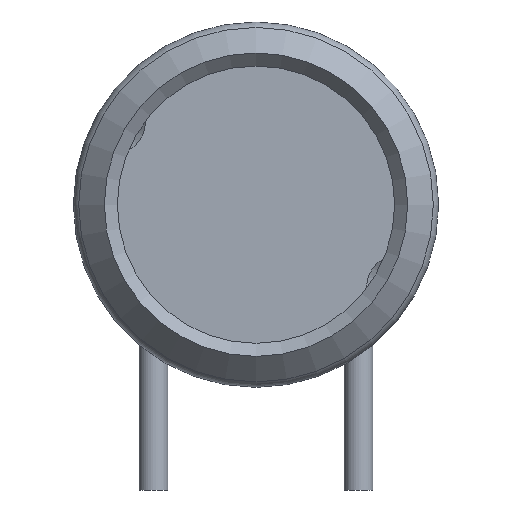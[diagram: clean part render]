
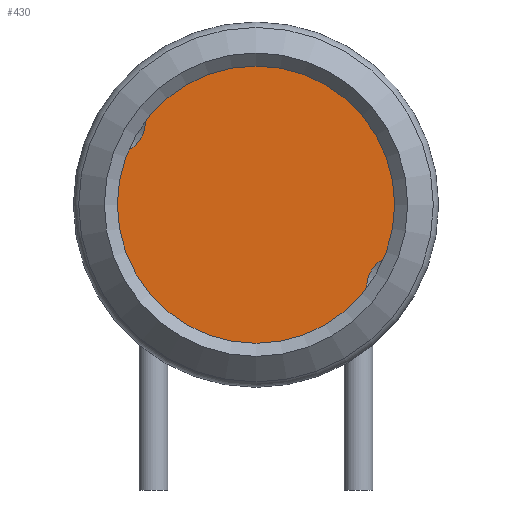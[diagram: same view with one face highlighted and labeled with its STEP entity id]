
A CAD part, front view. The second image highlights one B-rep face of the part: STEP entity #430.
In plain terms, the highlighted face is planar.
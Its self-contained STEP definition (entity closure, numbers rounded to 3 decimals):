
#430=ADVANCED_FACE('',(#1053),#1055,.T.);
#1053=FACE_BOUND('',#1054,.T.);
#1054=EDGE_LOOP('',(#1495,#1496,#1497,#1498));
#1055=PLANE('',#1056);
#1056=AXIS2_PLACEMENT_3D('',#1057,#1058,#1059);
#1057=CARTESIAN_POINT('',(0.,0.,10.));
#1058=DIRECTION('',(0.,0.,1.));
#1059=DIRECTION('',(1.,0.,0.));
#1495=ORIENTED_EDGE('',*,*,#1667,.T.);
#1496=ORIENTED_EDGE('',*,*,#1663,.T.);
#1497=ORIENTED_EDGE('',*,*,#1668,.T.);
#1498=ORIENTED_EDGE('',*,*,#1665,.T.);
#1663=EDGE_CURVE('',#1805,#1807,#1809,.T.);
#1665=EDGE_CURVE('',#1812,#1810,#1813,.T.);
#1667=EDGE_CURVE('',#1810,#1805,#1815,.F.);
#1668=EDGE_CURVE('',#1807,#1812,#1816,.F.);
#1805=VERTEX_POINT('',#2201);
#1807=VERTEX_POINT('',#2211);
#1809=CIRCLE('',#2221,3.733);
#1810=VERTEX_POINT('',#2225);
#1812=VERTEX_POINT('',#2235);
#1813=CIRCLE('',#2236,3.733);
#1815=CIRCLE('',#2249,0.767);
#1816=CIRCLE('',#2253,0.767);
#2201=CARTESIAN_POINT('',(3.523,-1.236,10.));
#2211=CARTESIAN_POINT('',(-2.832,2.433,10.));
#2221=AXIS2_PLACEMENT_3D('',#2222,#2223,#2224);
#2222=CARTESIAN_POINT('',(0.,0.,10.));
#2223=DIRECTION('',(0.,0.,1.));
#2224=DIRECTION('',(0.944,-0.331,0.));
#2225=CARTESIAN_POINT('',(2.832,-2.433,10.));
#2235=CARTESIAN_POINT('',(-3.523,1.236,10.));
#2236=AXIS2_PLACEMENT_3D('',#2237,#2238,#2239);
#2237=CARTESIAN_POINT('',(0.,0.,10.));
#2238=DIRECTION('',(0.,0.,1.));
#2239=DIRECTION('',(-0.944,0.331,0.));
#2249=AXIS2_PLACEMENT_3D('',#2250,#2251,#2252);
#2250=CARTESIAN_POINT('',(3.464,-2.,10.));
#2251=DIRECTION('',(0.,-0.,1.));
#2252=DIRECTION('',(0.077,0.997,0.));
#2253=AXIS2_PLACEMENT_3D('',#2254,#2255,#2256);
#2254=CARTESIAN_POINT('',(-3.464,2.,10.));
#2255=DIRECTION('',(-0.,0.,1.));
#2256=DIRECTION('',(-0.077,-0.997,0.));
